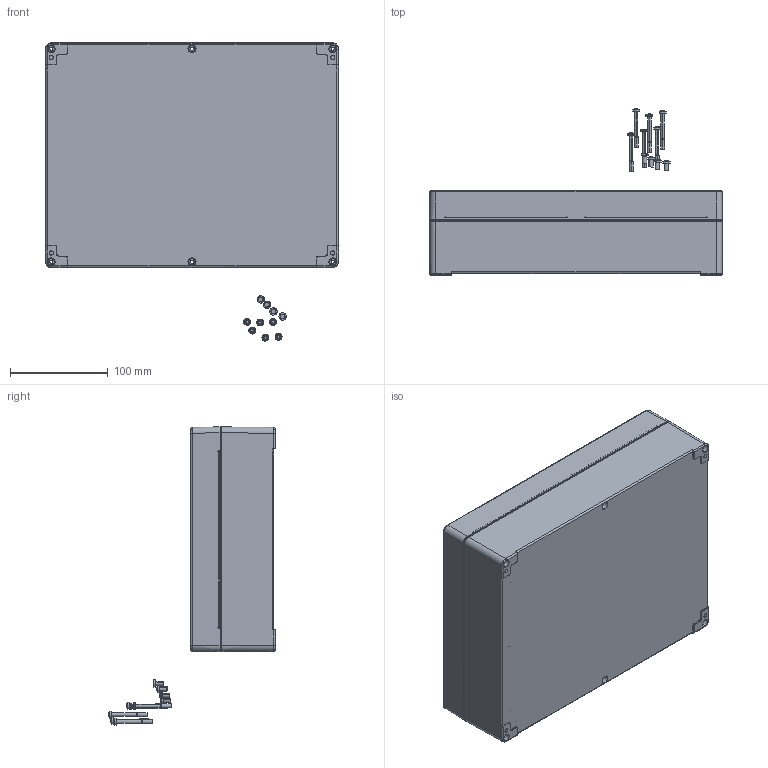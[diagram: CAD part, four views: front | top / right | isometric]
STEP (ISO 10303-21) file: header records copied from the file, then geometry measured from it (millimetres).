
FILE_DESCRIPTION(('FreeCAD Model'),'2;1');
FILE_NAME('30023085.STEP', '2026-03-24T15:31:36',('Author'),(''), 'Open CASCADE STEP processor 7.3','FreeCAD','Unknown');
FILE_SCHEMA(('AUTOMOTIVE_DESIGN { 1 0 10303 214 1 1 1 1 }'));
Length unit declared in the file: millimetre
Products named in the file (8): 30023085; 31090-Einpressbuchse_Standard005; 31891_Standard; 32891_Standard; 51014_Standard; 93214_WN1442_D4,5x7,011; 5200.012.0_Standard005; 82002_im_Deckel_eingebaut
Assembly tree (20 placements, depth 3):
  30023085
    31090-Einpressbuchse_Standard005  x6
    31891_Standard
    32891_Standard
    51014_Standard
      93214_WN1442_D4,5x7,011  x4
      5200.012.0_Standard005  x6
    82002_im_Deckel_eingebaut
Bounding box: 300 x 170.31 x 305.15 mm (x, y, z)
Volume: 778153.5 mm3; surface area: 481397.9 mm2
Topology: 19 solids, 19 shells, 2193 faces, 5352 edges, 3243 vertices
Faces by surface type: plane 827, bspline 414, cylinder 375, cone 320, torus 233, sphere 16, revolution 8
Entity records: 62356 total; most frequent: CARTESIAN_POINT 28775, ORIENTED_EDGE 7324, DIRECTION 6388, EDGE_CURVE 3662, AXIS2_PLACEMENT_3D 2490, VERTEX_POINT 2181, FACE_BOUND 1655, EDGE_LOOP 1655
